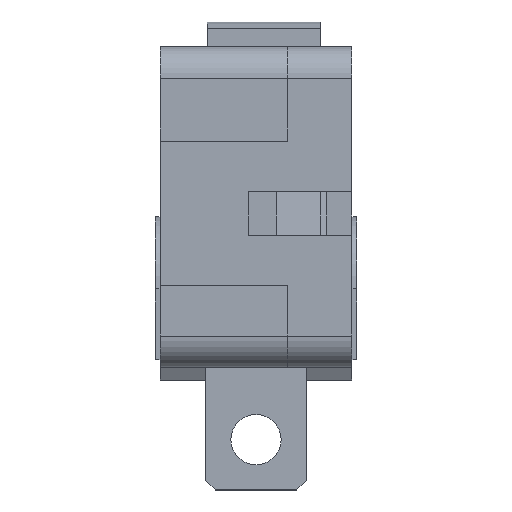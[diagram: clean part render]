
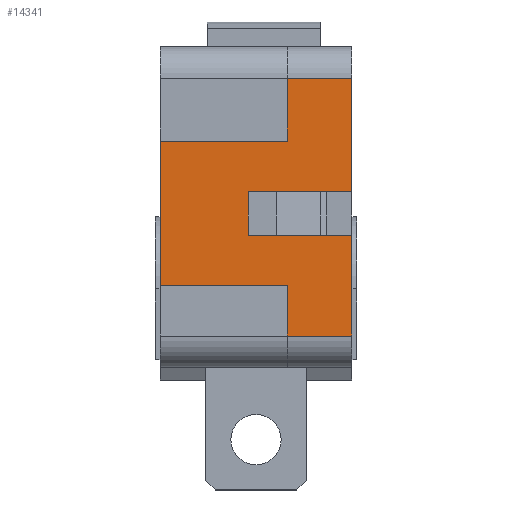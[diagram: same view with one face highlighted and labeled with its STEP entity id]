
A CAD part, left-side view. The second image highlights one B-rep face of the part: STEP entity #14341.
In plain terms, the highlighted planar face has unit normal (-1, 0, 0).
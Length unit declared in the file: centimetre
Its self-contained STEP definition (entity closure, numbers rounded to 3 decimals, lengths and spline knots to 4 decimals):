
#1410=FACE_OUTER_BOUND('',#2223,.T.);
#2223=EDGE_LOOP('',(#11790,#11791,#11792,#11793,#11794,#11795,#11796,#11797,
#11798,#11799,#11800,#11801,#11802,#11803));
#2677=LINE('',#18337,#4226);
#3471=LINE('',#22757,#5020);
#3488=LINE('',#22797,#5037);
#3526=LINE('',#22888,#5075);
#3531=LINE('',#22898,#5080);
#3532=LINE('',#22900,#5081);
#3533=LINE('',#22901,#5082);
#3534=LINE('',#22903,#5083);
#3535=LINE('',#22905,#5084);
#3536=LINE('',#22907,#5085);
#3537=LINE('',#22909,#5086);
#3538=LINE('',#22911,#5087);
#3539=LINE('',#22913,#5088);
#3540=LINE('',#22914,#5089);
#4226=VECTOR('',#15503,1.);
#5020=VECTOR('',#16907,1.);
#5037=VECTOR('',#16932,1.);
#5075=VECTOR('',#17020,1.);
#5080=VECTOR('',#17029,1.);
#5081=VECTOR('',#17030,1.);
#5082=VECTOR('',#17031,1.);
#5083=VECTOR('',#17032,1.);
#5084=VECTOR('',#17033,1.);
#5085=VECTOR('',#17034,1.);
#5086=VECTOR('',#17035,1.);
#5087=VECTOR('',#17036,1.);
#5088=VECTOR('',#17037,1.);
#5089=VECTOR('',#17038,1.);
#5744=VERTEX_POINT('',#18327);
#5748=VERTEX_POINT('',#18335);
#6524=VERTEX_POINT('',#22754);
#6525=VERTEX_POINT('',#22756);
#6544=VERTEX_POINT('',#22795);
#6571=VERTEX_POINT('',#22885);
#6575=VERTEX_POINT('',#22897);
#6576=VERTEX_POINT('',#22899);
#6577=VERTEX_POINT('',#22902);
#6578=VERTEX_POINT('',#22904);
#6579=VERTEX_POINT('',#22906);
#6580=VERTEX_POINT('',#22908);
#6581=VERTEX_POINT('',#22910);
#6582=VERTEX_POINT('',#22912);
#7182=EDGE_CURVE('',#5744,#5748,#2677,.T.);
#8344=EDGE_CURVE('',#6525,#6524,#3471,.T.);
#8365=EDGE_CURVE('',#5748,#6544,#3488,.T.);
#8407=EDGE_CURVE('',#6524,#6571,#3526,.T.);
#8412=EDGE_CURVE('',#6575,#6571,#3531,.T.);
#8413=EDGE_CURVE('',#6575,#6576,#3532,.T.);
#8414=EDGE_CURVE('',#5744,#6576,#3533,.T.);
#8415=EDGE_CURVE('',#6544,#6577,#3534,.T.);
#8416=EDGE_CURVE('',#6578,#6577,#3535,.T.);
#8417=EDGE_CURVE('',#6579,#6578,#3536,.T.);
#8418=EDGE_CURVE('',#6579,#6580,#3537,.T.);
#8419=EDGE_CURVE('',#6581,#6580,#3538,.T.);
#8420=EDGE_CURVE('',#6582,#6581,#3539,.T.);
#8421=EDGE_CURVE('',#6525,#6582,#3540,.T.);
#11790=ORIENTED_EDGE('',*,*,#8407,.T.);
#11791=ORIENTED_EDGE('',*,*,#8412,.F.);
#11792=ORIENTED_EDGE('',*,*,#8413,.T.);
#11793=ORIENTED_EDGE('',*,*,#8414,.F.);
#11794=ORIENTED_EDGE('',*,*,#7182,.T.);
#11795=ORIENTED_EDGE('',*,*,#8365,.T.);
#11796=ORIENTED_EDGE('',*,*,#8415,.T.);
#11797=ORIENTED_EDGE('',*,*,#8416,.F.);
#11798=ORIENTED_EDGE('',*,*,#8417,.F.);
#11799=ORIENTED_EDGE('',*,*,#8418,.T.);
#11800=ORIENTED_EDGE('',*,*,#8419,.F.);
#11801=ORIENTED_EDGE('',*,*,#8420,.F.);
#11802=ORIENTED_EDGE('',*,*,#8421,.F.);
#11803=ORIENTED_EDGE('',*,*,#8344,.T.);
#13668=PLANE('',#15034);
#14341=ADVANCED_FACE('',(#1410),#13668,.T.);
#15034=AXIS2_PLACEMENT_3D('',#22896,#17027,#17028);
#15503=DIRECTION('',(0.,-1.,0.));
#16907=DIRECTION('',(0.,0.,1.));
#16932=DIRECTION('',(0.,0.,1.));
#17020=DIRECTION('',(0.,1.,0.));
#17027=DIRECTION('center_axis',(-1.,0.,0.));
#17028=DIRECTION('ref_axis',(0.,0.,
1.));
#17029=DIRECTION('',(0.,-1.,0.));
#17030=DIRECTION('',(0.,0.,1.));
#17031=DIRECTION('',(0.,1.,0.));
#17032=DIRECTION('',(0.,1.,0.));
#17033=DIRECTION('',(0.,0.,1.));
#17034=DIRECTION('',(0.,-1.,0.));
#17035=DIRECTION('',(0.,0.,-1.));
#17036=DIRECTION('',(0.,1.,0.));
#17037=DIRECTION('',(0.,0.,1.));
#17038=DIRECTION('',(0.,1.,0.));
#18327=CARTESIAN_POINT('',(-0.51,-0.37,0.31));
#18335=CARTESIAN_POINT('',(-0.51,-0.61,0.31));
#18337=CARTESIAN_POINT('',(-0.51,-0.61,0.31));
#22754=CARTESIAN_POINT('',(-0.51,-0.61,0.17));
#22756=CARTESIAN_POINT('',(-0.51,-0.61,-0.15));
#22757=CARTESIAN_POINT('',(-0.51,-0.61,-0.25));
#22795=CARTESIAN_POINT('',(-0.51,-0.61,0.67));
#22797=CARTESIAN_POINT('',(-0.51,-0.61,-0.25));
#22885=CARTESIAN_POINT('',(-0.51,-0.37,0.17));
#22888=CARTESIAN_POINT('',(-0.51,-0.445,0.17));
#22896=CARTESIAN_POINT('Origin',(-0.51,-0.61,
0.77));
#22897=CARTESIAN_POINT('',(-0.51,-0.28,0.17));
#22898=CARTESIAN_POINT('',(-0.51,-0.28,0.17));
#22899=CARTESIAN_POINT('',(-0.51,-0.28,0.31));
#22900=CARTESIAN_POINT('',(-0.51,-0.28,0.24));
#22901=CARTESIAN_POINT('',(-0.51,-0.28,0.31));
#22902=CARTESIAN_POINT('',(-0.51,-0.405,0.67));
#22903=CARTESIAN_POINT('',(-0.51,-0.51,0.67));
#22904=CARTESIAN_POINT('',(-0.51,-0.405,0.47));
#22905=CARTESIAN_POINT('',(-0.51,-0.405,0.77));
#22906=CARTESIAN_POINT('',(-0.51,0.,0.47));
#22907=CARTESIAN_POINT('',(-0.51,-0.2025,0.47));
#22908=CARTESIAN_POINT('',(-0.51,0.,0.01));
#22909=CARTESIAN_POINT('',(-0.51,0.,0.01));
#22910=CARTESIAN_POINT('',(-0.51,-0.405,0.01));
#22911=CARTESIAN_POINT('',(-0.51,0.,0.01));
#22912=CARTESIAN_POINT('',(-0.51,-0.405,-0.15));
#22913=CARTESIAN_POINT('',(-0.51,-0.405,0.77));
#22914=CARTESIAN_POINT('',(-0.51,-0.51,-0.15));
